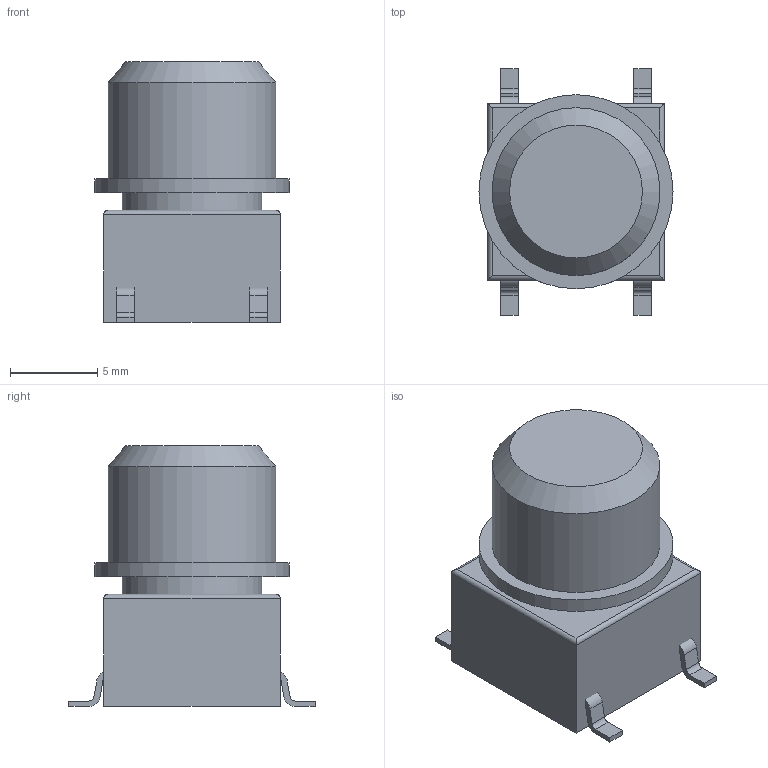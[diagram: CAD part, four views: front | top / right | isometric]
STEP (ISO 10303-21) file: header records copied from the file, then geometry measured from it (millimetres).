
FILE_DESCRIPTION(('Open CASCADE Model'),'2;1');
FILE_NAME('Open CASCADE Shape Model','2021-03-28T16:37:42',('Author'),( 'Open CASCADE'),'Open CASCADE STEP processor 7.5','Open CASCADE 7.5' ,'Unknown');
FILE_SCHEMA(('AUTOMOTIVE_DESIGN { 1 0 10303 214 1 1 1 1 }'));
Length unit declared in the file: millimetre
Products named in the file (15): CQ assembly; 26c5bebe-8fd3-11eb-90f4-8c1645fe51f1; 26c5bebe-8fd3-11eb-90f4-8c1645fe51f1_part; 26d2e21a-8fd3-11eb-90f4-8c1645fe51f1; 26d2e21a-8fd3-11eb-90f4-8c1645fe51f1_part; 26e3209e-8fd3-11eb-90f4-8c1645fe51f1; 26e3209e-8fd3-11eb-90f4-8c1645fe51f1_part; 26f2d5e8-8fd3-11eb-90f4-8c1645fe51f1; 26f2d5e8-8fd3-11eb-90f4-8c1645fe51f1_part; 27024910-8fd3-11eb-90f4-8c1645fe51f1; 27024910-8fd3-11eb-90f4-8c1645fe51f1_part; 2711a004-8fd3-11eb-90f4-8c1645fe51f1; 2711a004-8fd3-11eb-90f4-8c1645fe51f1_part; 271ab2a2-8fd3-11eb-90f4-8c1645fe51f1; 271ab2a2-8fd3-11eb-90f4-8c1645fe51f1_part
Assembly tree (14 placements, depth 4):
  CQ assembly
    26c5bebe-8fd3-11eb-90f4-8c1645fe51f1
      26c5bebe-8fd3-11eb-90f4-8c1645fe51f1_part
      26d2e21a-8fd3-11eb-90f4-8c1645fe51f1
        26d2e21a-8fd3-11eb-90f4-8c1645fe51f1_part
      26e3209e-8fd3-11eb-90f4-8c1645fe51f1
        26e3209e-8fd3-11eb-90f4-8c1645fe51f1_part
      26f2d5e8-8fd3-11eb-90f4-8c1645fe51f1
        26f2d5e8-8fd3-11eb-90f4-8c1645fe51f1_part
      27024910-8fd3-11eb-90f4-8c1645fe51f1
        27024910-8fd3-11eb-90f4-8c1645fe51f1_part
      2711a004-8fd3-11eb-90f4-8c1645fe51f1
        2711a004-8fd3-11eb-90f4-8c1645fe51f1_part
      271ab2a2-8fd3-11eb-90f4-8c1645fe51f1
        271ab2a2-8fd3-11eb-90f4-8c1645fe51f1_part
Bounding box: 11.1 x 14.1 x 14.9 mm (x, y, z)
Volume: 1303.7 mm3; surface area: 957.7 mm2
Topology: 6 solids, 6 shells, 70 faces, 163 edges, 107 vertices
Faces by surface type: plane 50, cylinder 19, cone 1
Full cylindrical faces by diameter (mm): 8 x1, 9.6 x1, 11.1 x1
Entity records: 4471 total; most frequent: CARTESIAN_POINT 801, DIRECTION 674, LINE 416, VECTOR 416, ORIENTED_EDGE 326, PCURVE 326, DEFINITIONAL_REPRESENTATION 326, EDGE_CURVE 163
